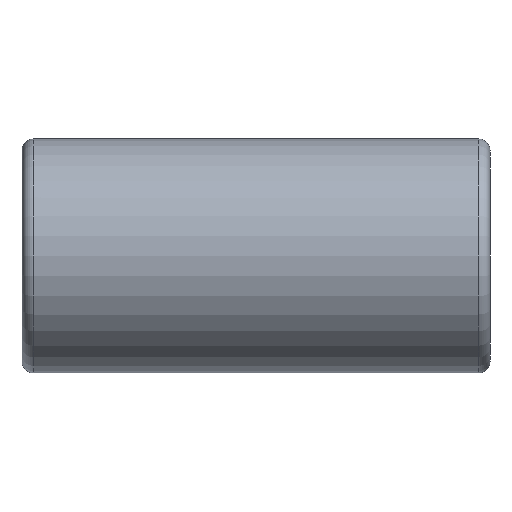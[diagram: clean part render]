
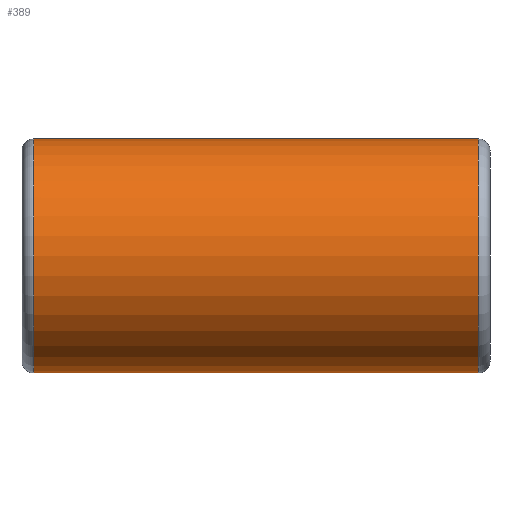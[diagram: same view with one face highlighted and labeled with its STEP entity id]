
A CAD part, left-side view. The second image highlights one B-rep face of the part: STEP entity #389.
In plain terms, the highlighted cylindrical face has radius 5 mm (diameter 10 mm), a partial arc.
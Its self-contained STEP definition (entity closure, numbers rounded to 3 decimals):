
#15 = CARTESIAN_POINT ( 'NONE',  ( 0., 20., 0. ) ) ;
#23 = FACE_OUTER_BOUND ( 'NONE', #359, .T. ) ;
#60 = DIRECTION ( 'NONE',  ( 0., -1., 0. ) ) ;
#62 = AXIS2_PLACEMENT_3D ( 'NONE', #224, #60, #349 ) ;
#80 = VERTEX_POINT ( 'NONE', #219 ) ;
#105 = CARTESIAN_POINT ( 'NONE',  ( 0., 0.5, 5. ) ) ;
#126 = EDGE_CURVE ( 'NONE', #80, #211, #344, .T. ) ;
#141 = EDGE_CURVE ( 'NONE', #385, #281, #345, .T. ) ;
#149 = CARTESIAN_POINT ( 'NONE',  ( 0., 19.5, 5. ) ) ;
#164 = CARTESIAN_POINT ( 'NONE',  ( 0., 20., -5. ) ) ;
#194 = CARTESIAN_POINT ( 'NONE',  ( 0., 0.5, -5. ) ) ;
#204 = EDGE_CURVE ( 'NONE', #385, #80, #246, .T. ) ;
#211 = VERTEX_POINT ( 'NONE', #194 ) ;
#212 = AXIS2_PLACEMENT_3D ( 'NONE', #229, #261, #263 ) ;
#219 = CARTESIAN_POINT ( 'NONE',  ( 0., 19.5, -5. ) ) ;
#222 = DIRECTION ( 'NONE',  ( 0., -1., 0. ) ) ;
#224 = CARTESIAN_POINT ( 'NONE',  ( 0., 19.5, 0. ) ) ;
#229 = CARTESIAN_POINT ( 'NONE',  ( 0., 0.5, 0. ) ) ;
#244 = DIRECTION ( 'NONE',  ( 0., 0., -1. ) ) ;
#246 = CIRCLE ( 'NONE', #62, 5. ) ;
#261 = DIRECTION ( 'NONE',  ( 0., 1., 0. ) ) ;
#263 = DIRECTION ( 'NONE',  ( 0., 0., 1. ) ) ;
#274 = ORIENTED_EDGE ( 'NONE', *, *, #141, .F. ) ;
#281 = VERTEX_POINT ( 'NONE', #105 ) ;
#284 = DIRECTION ( 'NONE',  ( 0., -1., 0. ) ) ;
#307 = ORIENTED_EDGE ( 'NONE', *, *, #126, .T. ) ;
#320 = EDGE_CURVE ( 'NONE', #211, #281, #382, .T. ) ;
#331 = AXIS2_PLACEMENT_3D ( 'NONE', #15, #397, #244 ) ;
#337 = VECTOR ( 'NONE', #284, 1000. ) ;
#338 = CYLINDRICAL_SURFACE ( 'NONE', #331, 5. ) ;
#344 = LINE ( 'NONE', #164, #337 ) ;
#345 = LINE ( 'NONE', #407, #353 ) ;
#349 = DIRECTION ( 'NONE',  ( 0., 0., 1. ) ) ;
#353 = VECTOR ( 'NONE', #222, 1000. ) ;
#359 = EDGE_LOOP ( 'NONE', ( #274, #381, #307, #388 ) ) ;
#381 = ORIENTED_EDGE ( 'NONE', *, *, #204, .T. ) ;
#382 = CIRCLE ( 'NONE', #212, 5. ) ;
#385 = VERTEX_POINT ( 'NONE', #149 ) ;
#388 = ORIENTED_EDGE ( 'NONE', *, *, #320, .T. ) ;
#389 = ADVANCED_FACE ( 'NONE', ( #23 ), #338, .T. ) ;
#397 = DIRECTION ( 'NONE',  ( 0., -1., 0. ) ) ;
#407 = CARTESIAN_POINT ( 'NONE',  ( 0., 20., 5. ) ) ;
